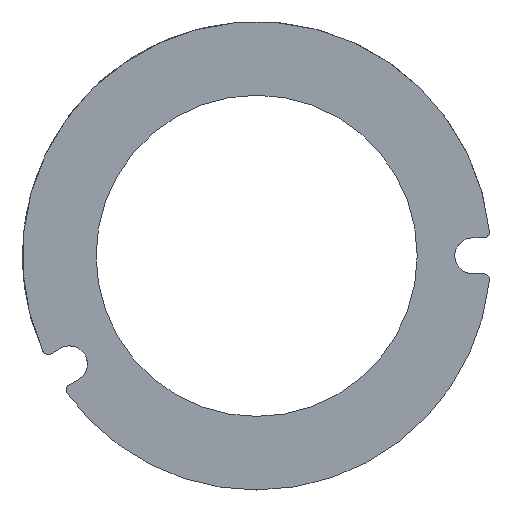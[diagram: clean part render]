
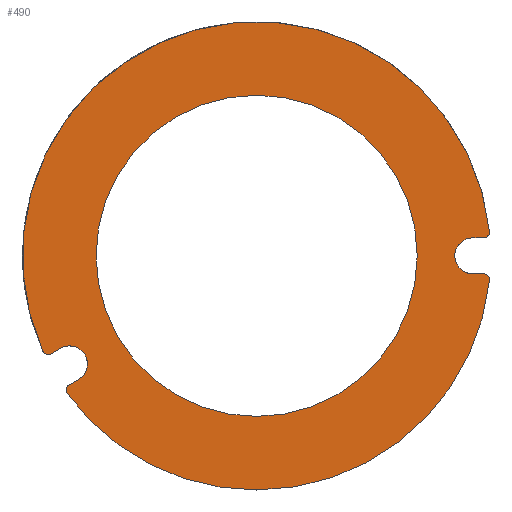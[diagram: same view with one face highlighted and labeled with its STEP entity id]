
A CAD part, front view. The second image highlights one B-rep face of the part: STEP entity #490.
In plain terms, the highlighted planar face has unit normal (0, -1, 0).
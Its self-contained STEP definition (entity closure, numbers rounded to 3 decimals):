
#6 = CIRCLE ( 'NONE', #503, 1. ) ;
#8 = DIRECTION ( 'NONE',  ( 1., 0., 0. ) ) ;
#11 = AXIS2_PLACEMENT_3D ( 'NONE', #466, #288, #770 ) ;
#30 = VECTOR ( 'NONE', #597, 1000. ) ;
#31 = ORIENTED_EDGE ( 'NONE', *, *, #149, .T. ) ;
#46 = VERTEX_POINT ( 'NONE', #375 ) ;
#50 = ORIENTED_EDGE ( 'NONE', *, *, #460, .T. ) ;
#60 = EDGE_CURVE ( 'NONE', #328, #340, #493, .T. ) ;
#61 = CARTESIAN_POINT ( 'NONE',  ( 0., 275.208, -26.75 ) ) ;
#76 = CARTESIAN_POINT ( 'NONE',  ( -31.226, 275.208, -21.493 ) ) ;
#77 = EDGE_CURVE ( 'NONE', #473, #328, #271, .T. ) ;
#89 = DIRECTION ( 'NONE',  ( 0.866, 0., 0.5 ) ) ;
#103 = ORIENTED_EDGE ( 'NONE', *, *, #187, .T. ) ;
#105 = DIRECTION ( 'NONE',  ( 0., -1., 0. ) ) ;
#107 = CARTESIAN_POINT ( 'NONE',  ( 0., 275.208, 0. ) ) ;
#108 = CIRCLE ( 'NONE', #681, 1. ) ;
#116 = CARTESIAN_POINT ( 'NONE',  ( 38.783, 275.208, -4.105 ) ) ;
#118 = CARTESIAN_POINT ( 'NONE',  ( 39., 275.208, 0. ) ) ;
#149 = EDGE_CURVE ( 'NONE', #639, #347, #745, .T. ) ;
#150 = DIRECTION ( 'NONE',  ( 0., -1., 0. ) ) ;
#155 = CARTESIAN_POINT ( 'NONE',  ( -34.726, 275.208, -15.43 ) ) ;
#168 = CIRCLE ( 'NONE', #542, 1. ) ;
#173 = DIRECTION ( 'NONE',  ( 0., 0., -1. ) ) ;
#176 = DIRECTION ( 'NONE',  ( 0., 0., -1. ) ) ;
#187 = EDGE_CURVE ( 'NONE', #340, #639, #6, .T. ) ;
#190 = ORIENTED_EDGE ( 'NONE', *, *, #387, .F. ) ;
#194 = VECTOR ( 'NONE', #316, 1000. ) ;
#210 = ORIENTED_EDGE ( 'NONE', *, *, #364, .T. ) ;
#217 = EDGE_CURVE ( 'NONE', #244, #424, #408, .T. ) ;
#226 = EDGE_CURVE ( 'NONE', #332, #46, #108, .T. ) ;
#231 = CIRCLE ( 'NONE', #270, 3. ) ;
#238 = CARTESIAN_POINT ( 'NONE',  ( 37.789, 275.208, -4. ) ) ;
#239 = AXIS2_PLACEMENT_3D ( 'NONE', #296, #361, #596 ) ;
#243 = FACE_OUTER_BOUND ( 'NONE', #634, .T. ) ;
#244 = VERTEX_POINT ( 'NONE', #298 ) ;
#247 = DIRECTION ( 'NONE',  ( 0., -1., 0. ) ) ;
#257 = EDGE_CURVE ( 'NONE', #424, #690, #168, .T. ) ;
#269 = EDGE_CURVE ( 'NONE', #690, #473, #531, .T. ) ;
#270 = AXIS2_PLACEMENT_3D ( 'NONE', #520, #458, #700 ) ;
#271 = CIRCLE ( 'NONE', #374, 3. ) ;
#276 = DIRECTION ( 'NONE',  ( 0., -1., 0. ) ) ;
#277 = ORIENTED_EDGE ( 'NONE', *, *, #269, .T. ) ;
#284 = ORIENTED_EDGE ( 'NONE', *, *, #406, .T. ) ;
#288 = DIRECTION ( 'NONE',  ( 0., -1., 0. ) ) ;
#291 = CARTESIAN_POINT ( 'NONE',  ( 0., 275.208, 26.75 ) ) ;
#295 = AXIS2_PLACEMENT_3D ( 'NONE', #155, #276, #455 ) ;
#296 = CARTESIAN_POINT ( 'NONE',  ( 0., 275.208, 0. ) ) ;
#298 = CARTESIAN_POINT ( 'NONE',  ( 0., 275.208, -39. ) ) ;
#302 = ORIENTED_EDGE ( 'NONE', *, *, #433, .T. ) ;
#316 = DIRECTION ( 'NONE',  ( -0.866, 0., -0.5 ) ) ;
#324 = DIRECTION ( 'NONE',  ( 0., 0., -1. ) ) ;
#328 = VERTEX_POINT ( 'NONE', #683 ) ;
#331 = AXIS2_PLACEMENT_3D ( 'NONE', #407, #715, #418 ) ;
#332 = VERTEX_POINT ( 'NONE', #619 ) ;
#334 = LINE ( 'NONE', #568, #194 ) ;
#335 = ORIENTED_EDGE ( 'NONE', *, *, #226, .T. ) ;
#339 = AXIS2_PLACEMENT_3D ( 'NONE', #107, #150, #391 ) ;
#340 = VERTEX_POINT ( 'NONE', #388 ) ;
#344 = ORIENTED_EDGE ( 'NONE', *, *, #436, .F. ) ;
#347 = VERTEX_POINT ( 'NONE', #502 ) ;
#352 = CIRCLE ( 'NONE', #11, 1. ) ;
#361 = DIRECTION ( 'NONE',  ( 0., -1., 0. ) ) ;
#362 = CARTESIAN_POINT ( 'NONE',  ( 39., 275.208, -3. ) ) ;
#364 = EDGE_CURVE ( 'NONE', #746, #646, #334, .T. ) ;
#371 = DIRECTION ( 'NONE',  ( 0., 0., -1. ) ) ;
#374 = AXIS2_PLACEMENT_3D ( 'NONE', #579, #396, #450 ) ;
#375 = CARTESIAN_POINT ( 'NONE',  ( -34.226, 275.208, -16.296 ) ) ;
#387 = EDGE_CURVE ( 'NONE', #763, #499, #769, .T. ) ;
#388 = CARTESIAN_POINT ( 'NONE',  ( 37.789, 275.208, 3. ) ) ;
#391 = DIRECTION ( 'NONE',  ( 0., 0., -1. ) ) ;
#396 = DIRECTION ( 'NONE',  ( 0., 1., 0. ) ) ;
#397 = DIRECTION ( 'NONE',  ( 0., -1., 0. ) ) ;
#401 = CIRCLE ( 'NONE', #295, 1. ) ;
#406 = EDGE_CURVE ( 'NONE', #46, #586, #695, .T. ) ;
#407 = CARTESIAN_POINT ( 'NONE',  ( 0., 275.208, 0. ) ) ;
#408 = CIRCLE ( 'NONE', #331, 39. ) ;
#417 = ORIENTED_EDGE ( 'NONE', *, *, #217, .T. ) ;
#418 = DIRECTION ( 'NONE',  ( 0., 0., -1. ) ) ;
#423 = CARTESIAN_POINT ( 'NONE',  ( 38.783, 275.208, 4.105 ) ) ;
#424 = VERTEX_POINT ( 'NONE', #116 ) ;
#433 = EDGE_CURVE ( 'NONE', #347, #332, #401, .T. ) ;
#434 = AXIS2_PLACEMENT_3D ( 'NONE', #515, #397, #176 ) ;
#436 = EDGE_CURVE ( 'NONE', #499, #763, #534, .T. ) ;
#448 = ORIENTED_EDGE ( 'NONE', *, *, #60, .T. ) ;
#450 = DIRECTION ( 'NONE',  ( 0., 0., -1. ) ) ;
#455 = DIRECTION ( 'NONE',  ( 0., 0., -1. ) ) ;
#458 = DIRECTION ( 'NONE',  ( 0., 1., 0. ) ) ;
#459 = ORIENTED_EDGE ( 'NONE', *, *, #732, .T. ) ;
#460 = EDGE_CURVE ( 'NONE', #586, #746, #231, .T. ) ;
#465 = DIRECTION ( 'NONE',  ( 0., 0., -1. ) ) ;
#466 = CARTESIAN_POINT ( 'NONE',  ( -30.726, 275.208, -22.359 ) ) ;
#473 = VERTEX_POINT ( 'NONE', #504 ) ;
#485 = CARTESIAN_POINT ( 'NONE',  ( -31.535, 275.208, -22.947 ) ) ;
#490 = ADVANCED_FACE ( 'NONE', ( #551, #243 ), #667, .T. ) ;
#493 = LINE ( 'NONE', #552, #510 ) ;
#499 = VERTEX_POINT ( 'NONE', #61 ) ;
#502 = CARTESIAN_POINT ( 'NONE',  ( -35.64, 275.208, -15.836 ) ) ;
#503 = AXIS2_PLACEMENT_3D ( 'NONE', #540, #706, #173 ) ;
#504 = CARTESIAN_POINT ( 'NONE',  ( 36., 275.208, -3. ) ) ;
#510 = VECTOR ( 'NONE', #8, 1000. ) ;
#515 = CARTESIAN_POINT ( 'NONE',  ( 0., 275.208, 0. ) ) ;
#516 = VERTEX_POINT ( 'NONE', #485 ) ;
#520 = CARTESIAN_POINT ( 'NONE',  ( -31.177, 275.208, -18. ) ) ;
#531 = LINE ( 'NONE', #362, #30 ) ;
#534 = CIRCLE ( 'NONE', #606, 26.75 ) ;
#537 = DIRECTION ( 'NONE',  ( 0., -1., 0. ) ) ;
#538 = ORIENTED_EDGE ( 'NONE', *, *, #77, .T. ) ;
#540 = CARTESIAN_POINT ( 'NONE',  ( 37.789, 275.208, 4. ) ) ;
#541 = AXIS2_PLACEMENT_3D ( 'NONE', #118, #247, #371 ) ;
#542 = AXIS2_PLACEMENT_3D ( 'NONE', #238, #537, #465 ) ;
#546 = CARTESIAN_POINT ( 'NONE',  ( -32.677, 275.208, -15.402 ) ) ;
#551 = FACE_BOUND ( 'NONE', #580, .T. ) ;
#552 = CARTESIAN_POINT ( 'NONE',  ( 39., 275.208, 3. ) ) ;
#559 = CARTESIAN_POINT ( 'NONE',  ( 37.789, 275.208, -3. ) ) ;
#568 = CARTESIAN_POINT ( 'NONE',  ( 30.75, 275.208, 14.289 ) ) ;
#571 = CARTESIAN_POINT ( 'NONE',  ( 27.75, 275.208, 19.486 ) ) ;
#578 = CIRCLE ( 'NONE', #239, 39. ) ;
#579 = CARTESIAN_POINT ( 'NONE',  ( 36., 275.208, 0. ) ) ;
#580 = EDGE_LOOP ( 'NONE', ( #344, #190 ) ) ;
#581 = ORIENTED_EDGE ( 'NONE', *, *, #617, .T. ) ;
#586 = VERTEX_POINT ( 'NONE', #546 ) ;
#594 = DIRECTION ( 'NONE',  ( 0., -1., 0. ) ) ;
#596 = DIRECTION ( 'NONE',  ( 0., 0., -1. ) ) ;
#597 = DIRECTION ( 'NONE',  ( -1., 0., 0. ) ) ;
#606 = AXIS2_PLACEMENT_3D ( 'NONE', #637, #105, #324 ) ;
#615 = ORIENTED_EDGE ( 'NONE', *, *, #257, .T. ) ;
#617 = EDGE_CURVE ( 'NONE', #516, #244, #578, .T. ) ;
#619 = CARTESIAN_POINT ( 'NONE',  ( -34.726, 275.208, -16.43 ) ) ;
#634 = EDGE_LOOP ( 'NONE', ( #31, #302, #335, #284, #50, #210, #459, #581, #417, #615, #277, #538, #448, #103 ) ) ;
#637 = CARTESIAN_POINT ( 'NONE',  ( 0., 275.208, 0. ) ) ;
#639 = VERTEX_POINT ( 'NONE', #423 ) ;
#646 = VERTEX_POINT ( 'NONE', #76 ) ;
#657 = CARTESIAN_POINT ( 'NONE',  ( -34.726, 275.208, -15.43 ) ) ;
#667 = PLANE ( 'NONE',  #541 ) ;
#681 = AXIS2_PLACEMENT_3D ( 'NONE', #657, #594, #719 ) ;
#683 = CARTESIAN_POINT ( 'NONE',  ( 36., 275.208, 3. ) ) ;
#690 = VERTEX_POINT ( 'NONE', #559 ) ;
#695 = LINE ( 'NONE', #571, #730 ) ;
#696 = CARTESIAN_POINT ( 'NONE',  ( -29.677, 275.208, -20.598 ) ) ;
#700 = DIRECTION ( 'NONE',  ( 0., 0., -1. ) ) ;
#706 = DIRECTION ( 'NONE',  ( 0., -1., 0. ) ) ;
#715 = DIRECTION ( 'NONE',  ( 0., -1., 0. ) ) ;
#719 = DIRECTION ( 'NONE',  ( 0., 0., -1. ) ) ;
#730 = VECTOR ( 'NONE', #89, 1000. ) ;
#732 = EDGE_CURVE ( 'NONE', #646, #516, #352, .T. ) ;
#745 = CIRCLE ( 'NONE', #339, 39. ) ;
#746 = VERTEX_POINT ( 'NONE', #696 ) ;
#763 = VERTEX_POINT ( 'NONE', #291 ) ;
#769 = CIRCLE ( 'NONE', #434, 26.75 ) ;
#770 = DIRECTION ( 'NONE',  ( 0., 0., -1. ) ) ;
